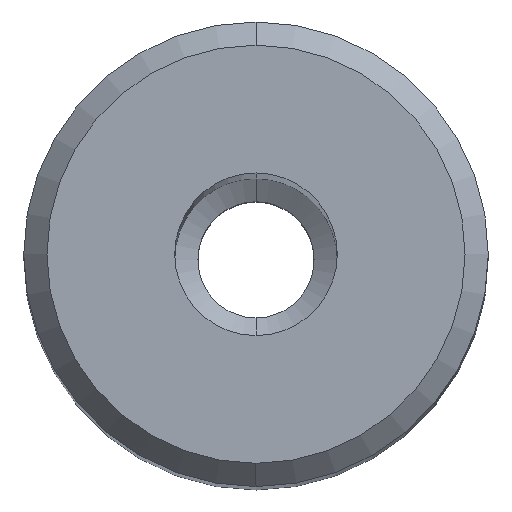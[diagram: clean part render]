
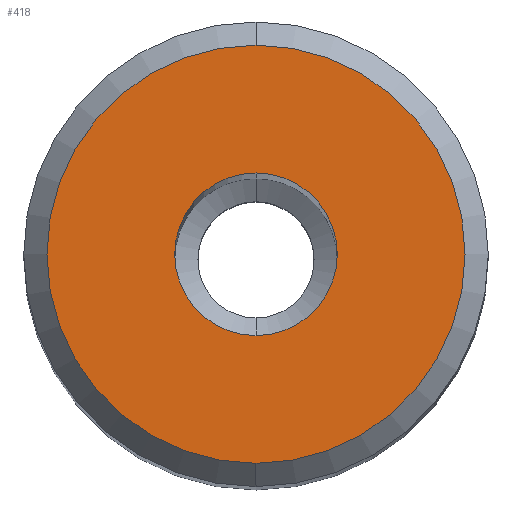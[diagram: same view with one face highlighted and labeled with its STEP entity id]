
A CAD part, top view. The second image highlights one B-rep face of the part: STEP entity #418.
In plain terms, the highlighted planar face has unit normal (0, 0, 1).
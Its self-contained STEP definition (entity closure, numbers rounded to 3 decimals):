
#75=CARTESIAN_POINT('',(0,0,68.2));
#76=DIRECTION('',(0,0,-1));
#77=DIRECTION('',(0,1,0));
#78=AXIS2_PLACEMENT_3D('',#75,#76,#77);
#88=CARTESIAN_POINT('',(0,0,68.2));
#89=DIRECTION('',(0,0,1));
#90=DIRECTION('',(0,1,0));
#91=AXIS2_PLACEMENT_3D('',#88,#89,#90);
#93=CARTESIAN_POINT('',(0,0,68.2));
#94=DIRECTION('',(0,0,1));
#95=DIRECTION('',(0,1,0));
#96=AXIS2_PLACEMENT_3D('',#93,#94,#95);
#98=CARTESIAN_POINT('',(0,0,68.2));
#99=DIRECTION('',(0,0,1));
#100=DIRECTION('',(0,-1,0));
#101=AXIS2_PLACEMENT_3D('',#98,#99,#100);
#221=CARTESIAN_POINT('',(0,3.5,68.2));
#223=VERTEX_POINT('',#221);
#231=CARTESIAN_POINT('',(0,-3.5,68.2));
#233=VERTEX_POINT('',#231);
#249=CARTESIAN_POINT('',(0,9,68.2));
#250=CARTESIAN_POINT('',(0.,-9,68.2));
#251=VERTEX_POINT('',#249);
#252=VERTEX_POINT('',#250);
#403=CARTESIAN_POINT('',(0,0,68.2));
#404=DIRECTION('',(0,0,-1));
#405=DIRECTION('',(0,-1,0));
#406=AXIS2_PLACEMENT_3D('',#403,#404,#405);
#407=PLANE('',#406);
#409=ORIENTED_EDGE('',*,*,#408,.F.);
#411=ORIENTED_EDGE('',*,*,#410,.F.);
#412=EDGE_LOOP('',(#409,#411));
#413=FACE_OUTER_BOUND('',#412,.F.);
#414=ORIENTED_EDGE('',*,*,#382,.F.);
#415=ORIENTED_EDGE('',*,*,#398,.T.);
#416=EDGE_LOOP('',(#414,#415));
#417=FACE_BOUND('',#416,.F.);
#418=ADVANCED_FACE('',(#413,#417),#407,.F.);
#79=CIRCLE('',#78,3.5);
#92=CIRCLE('',#91,3.5);
#97=CIRCLE('',#96,9);
#102=CIRCLE('',#101,9);
#382=EDGE_CURVE('',#223,#233,#79,.T.);
#398=EDGE_CURVE('',#223,#233,#92,.T.);
#408=EDGE_CURVE('',#251,#252,#97,.T.);
#410=EDGE_CURVE('',#252,#251,#102,.T.);
